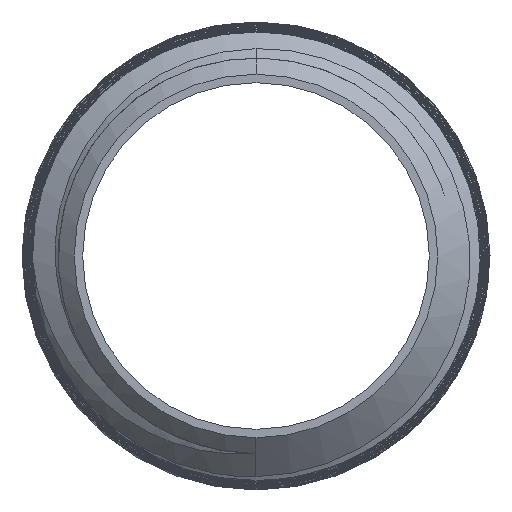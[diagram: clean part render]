
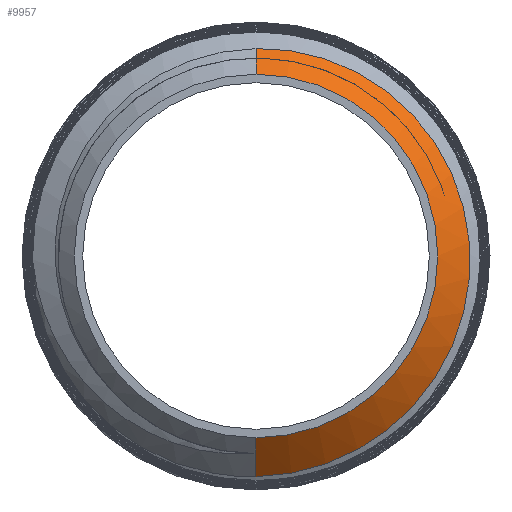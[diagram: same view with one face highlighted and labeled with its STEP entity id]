
A CAD part, left-side view. The second image highlights one B-rep face of the part: STEP entity #9957.
In plain terms, the highlighted conical face has half-angle 46.5 degrees and reference radius 8.284 mm.
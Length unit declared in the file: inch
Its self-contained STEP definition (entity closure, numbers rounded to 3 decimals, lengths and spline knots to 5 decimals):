
#3132 = DIRECTION ( 'NONE',  ( 0.688, 0., 0.725 ) ) ;
#3152 = CIRCLE ( 'NONE', #3176, 0.32616 ) ;
#3154 = DIRECTION ( 'NONE',  ( 0., 0., 1. ) ) ;
#3155 = DIRECTION ( 'NONE',  ( 1., 0., 0. ) ) ;
#3156 = CARTESIAN_POINT ( 'NONE',  ( -5., 0., 0. ) ) ;
#3157 = AXIS2_PLACEMENT_3D ( 'NONE', #3156, #3155, #3154 ) ;
#3158 = CONICAL_SURFACE ( 'NONE', #3157, 0.32616, 0.812 ) ;
#3159 = FACE_OUTER_BOUND ( 'NONE', #9959, .T. ) ;
#3160 = DIRECTION ( 'NONE',  ( 0.688, 0., -0.725 ) ) ;
#3161 = VECTOR ( 'NONE', #3160, 39.37008 ) ;
#3162 = CARTESIAN_POINT ( 'NONE',  ( -5., 0., -0.32616 ) ) ;
#3163 = LINE ( 'NONE', #3162, #3161 ) ;
#3164 = CARTESIAN_POINT ( 'NONE',  ( -5., 0., -0.32616 ) ) ;
#3165 = CARTESIAN_POINT ( 'NONE',  ( -4.93368, 0., -0.39605 ) ) ;
#3166 = CARTESIAN_POINT ( 'NONE',  ( -4.95623, 0., 0.37229 ) ) ;
#3173 = DIRECTION ( 'NONE',  ( 0., 0., -1. ) ) ;
#3174 = DIRECTION ( 'NONE',  ( 1., 0., 0. ) ) ;
#3175 = CARTESIAN_POINT ( 'NONE',  ( -5., 0., 0. ) ) ;
#3176 = AXIS2_PLACEMENT_3D ( 'NONE', #3175, #3174, #3173 ) ;
#3216 = CARTESIAN_POINT ( 'NONE',  ( -4.95377, -0.12391, 0.35403 ) ) ;
#3217 = CARTESIAN_POINT ( 'NONE',  ( -4.95354, -0.13575, 0.34992 ) ) ;
#3218 = CARTESIAN_POINT ( 'NONE',  ( -4.95308, -0.15897, 0.34053 ) ) ;
#3219 = CARTESIAN_POINT ( 'NONE',  ( -4.95285, -0.17033, 0.33526 ) ) ;
#3220 = CARTESIAN_POINT ( 'NONE',  ( -4.95239, -0.19259, 0.32356 ) ) ;
#3221 = CARTESIAN_POINT ( 'NONE',  ( -4.95215, -0.20353, 0.3171 ) ) ;
#3222 = CARTESIAN_POINT ( 'NONE',  ( -4.95142, -0.2352, 0.29617 ) ) ;
#3223 = CARTESIAN_POINT ( 'NONE',  ( -4.95092, -0.25462, 0.28033 ) ) ;
#3224 = CARTESIAN_POINT ( 'NONE',  ( -4.95018, -0.28128, 0.25382 ) ) ;
#3225 = CARTESIAN_POINT ( 'NONE',  ( -4.94993, -0.28975, 0.24451 ) ) ;
#3226 = CARTESIAN_POINT ( 'NONE',  ( -4.94945, -0.30583, 0.22494 ) ) ;
#3227 = CARTESIAN_POINT ( 'NONE',  ( -4.94921, -0.31337, 0.21473 ) ) ;
#3228 = CARTESIAN_POINT ( 'NONE',  ( -4.94853, -0.33425, 0.18334 ) ) ;
#3229 = CARTESIAN_POINT ( 'NONE',  ( -4.94809, -0.34598, 0.16122 ) ) ;
#3230 = CARTESIAN_POINT ( 'NONE',  ( -4.94739, -0.36032, 0.12627 ) ) ;
#3231 = CARTESIAN_POINT ( 'NONE',  ( -4.94715, -0.36457, 0.11426 ) ) ;
#3232 = CARTESIAN_POINT ( 'NONE',  ( -4.94667, -0.37181, 0.09007 ) ) ;
#3233 = CARTESIAN_POINT ( 'NONE',  ( -4.94643, -0.37481, 0.07788 ) ) ;
#3234 = CARTESIAN_POINT ( 'NONE',  ( -4.94569, -0.38201, 0.04101 ) ) ;
#3235 = CARTESIAN_POINT ( 'NONE',  ( -4.9452, -0.38442, 0.01604 ) ) ;
#3236 = CARTESIAN_POINT ( 'NONE',  ( -4.94425, -0.38418, -0.03471 ) ) ;
#3237 = CARTESIAN_POINT ( 'NONE',  ( -4.94382, -0.38153, -0.05972 ) ) ;
#3238 = CARTESIAN_POINT ( 'NONE',  ( -4.94315, -0.37402, -0.09652 ) ) ;
#3239 = CARTESIAN_POINT ( 'NONE',  ( -4.94292, -0.37092, -0.10867 ) ) ;
#3240 = CARTESIAN_POINT ( 'NONE',  ( -4.94246, -0.36351, -0.13277 ) ) ;
#3241 = CARTESIAN_POINT ( 'NONE',  ( -4.94222, -0.35918, -0.14476 ) ) ;
#3242 = CARTESIAN_POINT ( 'NONE',  ( -4.94151, -0.34459, -0.17966 ) ) ;
#3243 = CARTESIAN_POINT ( 'NONE',  ( -4.94102, -0.33275, -0.20172 ) ) ;
#3244 = CARTESIAN_POINT ( 'NONE',  ( -4.94006, -0.30487, -0.24344 ) ) ;
#3245 = CARTESIAN_POINT ( 'NONE',  ( -4.93959, -0.28862, -0.26322 ) ) ;
#3246 = CARTESIAN_POINT ( 'NONE',  ( -4.93871, -0.25312, -0.29873 ) ) ;
#3247 = CARTESIAN_POINT ( 'NONE',  ( -4.93828, -0.23381, -0.31465 ) ) ;
#3248 = CARTESIAN_POINT ( 'NONE',  ( -4.9376, -0.20247, -0.33581 ) ) ;
#3249 = CARTESIAN_POINT ( 'NONE',  ( -4.93736, -0.19158, -0.34242 ) ) ;
#3250 = CARTESIAN_POINT ( 'NONE',  ( -4.93689, -0.16941, -0.35446 ) ) ;
#3251 = CARTESIAN_POINT ( 'NONE',  ( -4.93665, -0.15811, -0.35992 ) ) ;
#3252 = CARTESIAN_POINT ( 'NONE',  ( -4.93594, -0.12355, -0.37462 ) ) ;
#3253 = CARTESIAN_POINT ( 'NONE',  ( -4.93545, -0.09965, -0.38222 ) ) ;
#3254 = CARTESIAN_POINT ( 'NONE',  ( -4.93454, -0.05004, -0.39278 ) ) ;
#3255 = CARTESIAN_POINT ( 'NONE',  ( -4.93412, -0.02503, -0.39559 ) ) ;
#3256 = CARTESIAN_POINT ( 'NONE',  ( -4.93368, 0., -0.39605 ) ) ;
#3257 = B_SPLINE_CURVE_WITH_KNOTS ( 'NONE', 3,
 ( #3256, #3255, #3254, #3253, #3252, #3251, #3250, #3249, #3248, #3247, #3246, #3245, #3244, #3243, #3242, #3241, #3240, #3239, #3238, #3237, #3236, #3235, #3234, #3233, #3232, #3231, #3230, #3229, #3228, #3227, #3226, #3225, #3224, #3223, #3222, #3221, #3220, #3219, #3218, #3217, #3216, #3285, #3284, #3283, #3282, #3281 ),
 .UNSPECIFIED., .F., .F.,
 ( 4, 2, 2, 2, 2, 2, 2, 2, 2, 2, 2, 2, 2, 2, 2, 2, 2, 2, 2, 2, 2, 2, 4 ),
 ( 0.00718, 0.00909, 0.01101, 0.01197, 0.01293, 0.01484, 0.01676, 0.01868, 0.01963, 0.02059, 0.02251, 0.02443, 0.02538, 0.02634, 0.02826, 0.02922, 0.03017, 0.03209, 0.03305, 0.03401, 0.03497, 0.03592, 0.03784 ),
 .UNSPECIFIED. ) ;
#3258 = CARTESIAN_POINT ( 'NONE',  ( -5., 0., 0.32616 ) ) ;
#3281 = CARTESIAN_POINT ( 'NONE',  ( -4.95623, 0., 0.37229 ) ) ;
#3282 = CARTESIAN_POINT ( 'NONE',  ( -4.95573, -0.0251, 0.37281 ) ) ;
#3283 = CARTESIAN_POINT ( 'NONE',  ( -4.95522, -0.05007, 0.37084 ) ) ;
#3284 = CARTESIAN_POINT ( 'NONE',  ( -4.95448, -0.08732, 0.36402 ) ) ;
#3285 = CARTESIAN_POINT ( 'NONE',  ( -4.95424, -0.09973, 0.36108 ) ) ;
#3669 = VECTOR ( 'NONE', #3132, 39.37008 ) ;
#3670 = CARTESIAN_POINT ( 'NONE',  ( -5., 0., 0.32616 ) ) ;
#3671 = LINE ( 'NONE', #3670, #3669 ) ;
#9943 = ORIENTED_EDGE ( 'NONE', *, *, #9963, .T. ) ;
#9948 = VERTEX_POINT ( 'NONE', #3166 ) ;
#9949 = VERTEX_POINT ( 'NONE', #3165 ) ;
#9954 = VERTEX_POINT ( 'NONE', #3164 ) ;
#9955 = EDGE_CURVE ( 'NONE', #9954, #9949, #3163, .T. ) ;
#9956 = ORIENTED_EDGE ( 'NONE', *, *, #9955, .T. ) ;
#9957 = ADVANCED_FACE ( 'NONE', ( #3159 ), #3158, .T. ) ;
#9959 = EDGE_LOOP ( 'NONE', ( #9961, #9956, #9943, #10060 ) ) ;
#9961 = ORIENTED_EDGE ( 'NONE', *, *, #9962, .T. ) ;
#9962 = EDGE_CURVE ( 'NONE', #9964, #9954, #3152, .T. ) ;
#9963 = EDGE_CURVE ( 'NONE', #9949, #9948, #3257, .T. ) ;
#9964 = VERTEX_POINT ( 'NONE', #3258 ) ;
#10060 = ORIENTED_EDGE ( 'NONE', *, *, #10084, .F. ) ;
#10084 = EDGE_CURVE ( 'NONE', #9964, #9948, #3671, .T. ) ;
